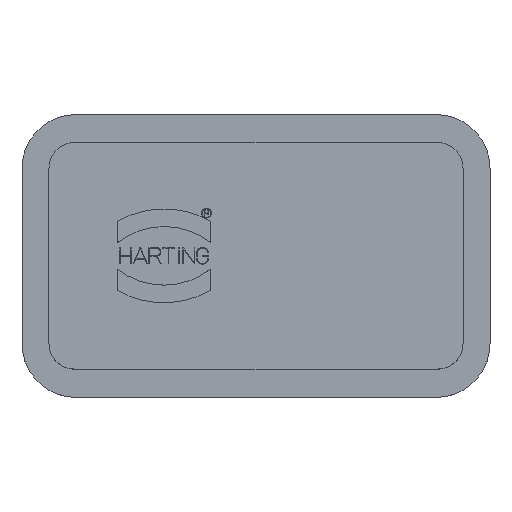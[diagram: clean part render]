
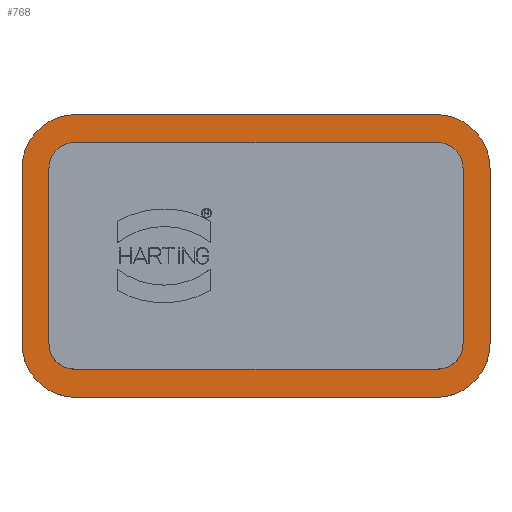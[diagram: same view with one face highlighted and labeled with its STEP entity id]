
A CAD part, top view. The second image highlights one B-rep face of the part: STEP entity #768.
In plain terms, the highlighted planar face has unit normal (0, 0, 1).
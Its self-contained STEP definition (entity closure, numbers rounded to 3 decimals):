
#524=CIRCLE('',#4103,8.6);
#525=CIRCLE('',#4106,8.6);
#526=CIRCLE('',#4109,8.6);
#527=CIRCLE('',#4112,8.6);
#528=CIRCLE('',#4115,4.1);
#529=CIRCLE('',#4116,4.1);
#530=CIRCLE('',#4117,4.1);
#531=CIRCLE('',#4118,4.1);
#554=FACE_BOUND('',#1263,.T.);
#555=FACE_BOUND('',#1264,.T.);
#768=ADVANCED_FACE('',(#554,#555),#915,.F.);
#915=PLANE('',#4119);
#1263=EDGE_LOOP('',(#2876,#2877,#2878,#2879,#2880,#2881,#2882,#2883));
#1264=EDGE_LOOP('',(#2884,#2885,#2886,#2887,#2888,#2889,#2890,#2891));
#1649=LINE('',#5980,#2040);
#1652=LINE('',#5988,#2043);
#1655=LINE('',#5996,#2046);
#1658=LINE('',#6004,#2049);
#1659=LINE('',#6006,#2050);
#1660=LINE('',#6011,#2051);
#1661=LINE('',#6015,#2052);
#1662=LINE('',#6019,#2053);
#2040=VECTOR('',#4912,1.);
#2043=VECTOR('',#4921,1.);
#2046=VECTOR('',#4930,1.);
#2049=VECTOR('',#4939,1.);
#2050=VECTOR('',#4942,1.);
#2051=VECTOR('',#4945,1.);
#2052=VECTOR('',#4948,1.);
#2053=VECTOR('',#4951,1.);
#2876=ORIENTED_EDGE('',*,*,#3763,.F.);
#2877=ORIENTED_EDGE('',*,*,#3764,.F.);
#2878=ORIENTED_EDGE('',*,*,#3765,.F.);
#2879=ORIENTED_EDGE('',*,*,#3766,.F.);
#2880=ORIENTED_EDGE('',*,*,#3767,.F.);
#2881=ORIENTED_EDGE('',*,*,#3768,.F.);
#2882=ORIENTED_EDGE('',*,*,#3769,.F.);
#2883=ORIENTED_EDGE('',*,*,#3770,.F.);
#2884=ORIENTED_EDGE('',*,*,#3750,.F.);
#2885=ORIENTED_EDGE('',*,*,#3752,.F.);
#2886=ORIENTED_EDGE('',*,*,#3754,.F.);
#2887=ORIENTED_EDGE('',*,*,#3756,.F.);
#2888=ORIENTED_EDGE('',*,*,#3758,.F.);
#2889=ORIENTED_EDGE('',*,*,#3760,.F.);
#2890=ORIENTED_EDGE('',*,*,#3762,.F.);
#2891=ORIENTED_EDGE('',*,*,#3747,.F.);
#3294=VERTEX_POINT('',#5975);
#3295=VERTEX_POINT('',#5976);
#3296=VERTEX_POINT('',#5981);
#3297=VERTEX_POINT('',#5985);
#3298=VERTEX_POINT('',#5989);
#3299=VERTEX_POINT('',#5993);
#3300=VERTEX_POINT('',#5997);
#3301=VERTEX_POINT('',#6001);
#3302=VERTEX_POINT('',#6007);
#3303=VERTEX_POINT('',#6008);
#3304=VERTEX_POINT('',#6010);
#3305=VERTEX_POINT('',#6012);
#3306=VERTEX_POINT('',#6014);
#3307=VERTEX_POINT('',#6016);
#3308=VERTEX_POINT('',#6018);
#3309=VERTEX_POINT('',#6020);
#3747=EDGE_CURVE('',#3294,#3295,#524,.T.);
#3750=EDGE_CURVE('',#3296,#3294,#1649,.T.);
#3752=EDGE_CURVE('',#3297,#3296,#525,.T.);
#3754=EDGE_CURVE('',#3298,#3297,#1652,.T.);
#3756=EDGE_CURVE('',#3299,#3298,#526,.T.);
#3758=EDGE_CURVE('',#3300,#3299,#1655,.T.);
#3760=EDGE_CURVE('',#3301,#3300,#527,.T.);
#3762=EDGE_CURVE('',#3295,#3301,#1658,.T.);
#3763=EDGE_CURVE('',#3302,#3303,#1659,.T.);
#3764=EDGE_CURVE('',#3304,#3302,#528,.T.);
#3765=EDGE_CURVE('',#3305,#3304,#1660,.T.);
#3766=EDGE_CURVE('',#3306,#3305,#529,.T.);
#3767=EDGE_CURVE('',#3307,#3306,#1661,.T.);
#3768=EDGE_CURVE('',#3308,#3307,#530,.T.);
#3769=EDGE_CURVE('',#3309,#3308,#1662,.T.);
#3770=EDGE_CURVE('',#3303,#3309,#531,.T.);
#4103=AXIS2_PLACEMENT_3D('',#5974,#4906,#4907);
#4106=AXIS2_PLACEMENT_3D('',#5984,#4916,#4917);
#4109=AXIS2_PLACEMENT_3D('',#5992,#4925,#4926);
#4112=AXIS2_PLACEMENT_3D('',#6000,#4934,#4935);
#4115=AXIS2_PLACEMENT_3D('',#6009,#4943,#4944);
#4116=AXIS2_PLACEMENT_3D('',#6013,#4946,#4947);
#4117=AXIS2_PLACEMENT_3D('',#6017,#4949,#4950);
#4118=AXIS2_PLACEMENT_3D('',#6021,#4952,#4953);
#4119=AXIS2_PLACEMENT_3D('',#6022,#4954,#4955);
#4906=DIRECTION('',(0.,0.,-1.));
#4907=DIRECTION('',(-1.,0.,0.));
#4912=DIRECTION('',(0.,-1.,0.));
#4916=DIRECTION('',(0.,0.,-1.));
#4917=DIRECTION('',(-1.,0.,0.));
#4921=DIRECTION('',(1.,0.,0.));
#4925=DIRECTION('',(0.,0.,-1.));
#4926=DIRECTION('',(-1.,0.,0.));
#4930=DIRECTION('',(0.,1.,0.));
#4934=DIRECTION('',(0.,0.,-1.));
#4935=DIRECTION('',(-1.,0.,0.));
#4939=DIRECTION('',(-1.,0.,0.));
#4942=DIRECTION('',(0.,1.,0.));
#4943=DIRECTION('',(0.,0.,1.));
#4944=DIRECTION('',(0.,-1.,0.));
#4945=DIRECTION('',(1.,0.,0.));
#4946=DIRECTION('',(0.,0.,1.));
#4947=DIRECTION('',(-1.,0.,0.));
#4948=DIRECTION('',(0.,-1.,0.));
#4949=DIRECTION('',(0.,0.,1.));
#4950=DIRECTION('',(0.,1.,0.));
#4951=DIRECTION('',(-1.,0.,0.));
#4952=DIRECTION('',(0.,0.,1.));
#4953=DIRECTION('',(1.,0.,0.));
#4954=DIRECTION('',(0.,0.,-1.));
#4955=DIRECTION('',(1.,0.,0.));
#5974=CARTESIAN_POINT('',(42.169,-2.532,-60.03));
#5975=CARTESIAN_POINT('',(50.769,-2.532,-60.03));
#5976=CARTESIAN_POINT('',(42.169,-11.132,-60.03));
#5980=CARTESIAN_POINT('',(50.769,35.198,-60.03));
#5981=CARTESIAN_POINT('',(50.769,25.468,-60.03));
#5984=CARTESIAN_POINT('',(42.169,25.468,-60.03));
#5985=CARTESIAN_POINT('',(42.169,34.068,-60.03));
#5988=CARTESIAN_POINT('',(-25.901,34.068,-60.03));
#5989=CARTESIAN_POINT('',(-15.431,34.068,-60.03));
#5992=CARTESIAN_POINT('',(-15.431,25.468,-60.03));
#5993=CARTESIAN_POINT('',(-24.031,25.468,-60.03));
#5996=CARTESIAN_POINT('',(-24.031,35.198,-60.03));
#5997=CARTESIAN_POINT('',(-24.031,-2.532,-60.03));
#6000=CARTESIAN_POINT('',(-15.431,-2.532,-60.03));
#6001=CARTESIAN_POINT('',(-15.431,-11.132,-60.03));
#6004=CARTESIAN_POINT('',(-25.901,-11.132,-60.03));
#6006=CARTESIAN_POINT('',(46.469,-2.532,-60.03));
#6007=CARTESIAN_POINT('',(46.469,-2.532,-60.03));
#6008=CARTESIAN_POINT('',(46.469,25.468,-60.03));
#6009=CARTESIAN_POINT('',(42.369,-2.532,-60.03));
#6010=CARTESIAN_POINT('',(42.369,-6.632,-60.03));
#6011=CARTESIAN_POINT('',(-15.631,-6.632,-60.03));
#6012=CARTESIAN_POINT('',(-15.631,-6.632,-60.03));
#6013=CARTESIAN_POINT('',(-15.631,-2.532,-60.03));
#6014=CARTESIAN_POINT('',(-19.731,-2.532,-60.03));
#6015=CARTESIAN_POINT('',(-19.731,25.468,-60.03));
#6016=CARTESIAN_POINT('',(-19.731,25.468,-60.03));
#6017=CARTESIAN_POINT('',(-15.631,25.468,-60.03));
#6018=CARTESIAN_POINT('',(-15.631,29.568,-60.03));
#6019=CARTESIAN_POINT('',(42.369,29.568,-60.03));
#6020=CARTESIAN_POINT('',(42.369,29.568,-60.03));
#6021=CARTESIAN_POINT('',(42.369,25.468,-60.03));
#6022=CARTESIAN_POINT('',(-25.901,35.198,-60.03));
